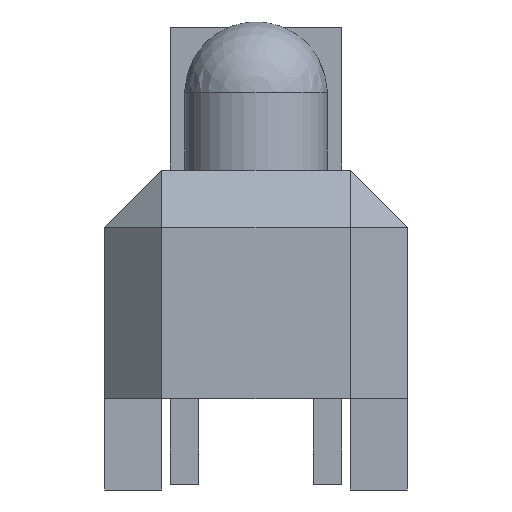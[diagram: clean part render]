
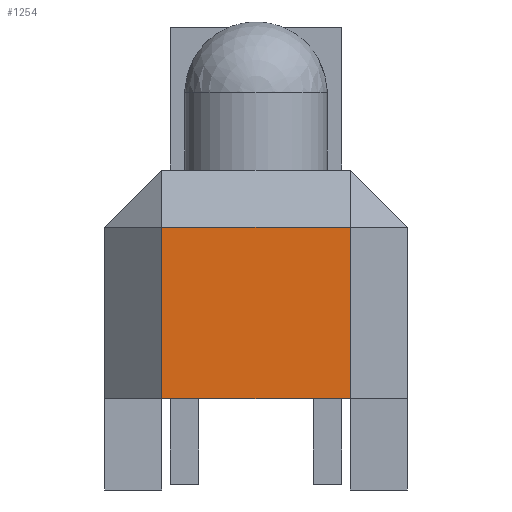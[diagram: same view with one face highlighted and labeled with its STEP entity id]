
A CAD part, left-side view. The second image highlights one B-rep face of the part: STEP entity #1254.
In plain terms, the highlighted planar face has unit normal (-1, 0, 0).
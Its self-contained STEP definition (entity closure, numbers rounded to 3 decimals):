
#201 = PLANE('',#202);
#202 = AXIS2_PLACEMENT_3D('',#203,#204,#205);
#203 = CARTESIAN_POINT('',(5.,-10.65,0.));
#204 = DIRECTION('',(0.,0.,1.));
#205 = DIRECTION('',(0.,1.,0.));
#419 = VERTEX_POINT('',#420);
#420 = CARTESIAN_POINT('',(-5.,-6.35,0.));
#434 = PLANE('',#435);
#435 = AXIS2_PLACEMENT_3D('',#436,#437,#438);
#436 = CARTESIAN_POINT('',(-4.5,-5.85,0.));
#437 = DIRECTION('',(-0.707,0.707,0.)
  );
#438 = DIRECTION('',(0.,0.,-1.));
#446 = EDGE_CURVE('',#447,#419,#449,.T.);
#447 = VERTEX_POINT('',#448);
#448 = CARTESIAN_POINT('',(-5.,-9.65,0.));
#449 = SURFACE_CURVE('',#450,(#454,#461),.PCURVE_S1.);
#450 = LINE('',#451,#452);
#451 = CARTESIAN_POINT('',(-5.,-10.65,0.));
#452 = VECTOR('',#453,1.);
#453 = DIRECTION('',(0.,1.,0.));
#454 = PCURVE('',#201,#455);
#455 = DEFINITIONAL_REPRESENTATION('',(#456),#460);
#456 = LINE('',#457,#458);
#457 = CARTESIAN_POINT('',(0.,10.));
#458 = VECTOR('',#459,1.);
#459 = DIRECTION('',(1.,0.));
#460 = ( GEOMETRIC_REPRESENTATION_CONTEXT(2) 
PARAMETRIC_REPRESENTATION_CONTEXT() REPRESENTATION_CONTEXT('2D SPACE',''
  ) );
#461 = PCURVE('',#462,#467);
#462 = PLANE('',#463);
#463 = AXIS2_PLACEMENT_3D('',#464,#465,#466);
#464 = CARTESIAN_POINT('',(-5.,-10.65,0.));
#465 = DIRECTION('',(-1.,0.,0.));
#466 = DIRECTION('',(0.,0.,1.));
#467 = DEFINITIONAL_REPRESENTATION('',(#468),#472);
#468 = LINE('',#469,#470);
#469 = CARTESIAN_POINT('',(0.,0.));
#470 = VECTOR('',#471,1.);
#471 = DIRECTION('',(0.,1.));
#472 = ( GEOMETRIC_REPRESENTATION_CONTEXT(2) 
PARAMETRIC_REPRESENTATION_CONTEXT() REPRESENTATION_CONTEXT('2D SPACE',''
  ) );
#488 = PLANE('',#489);
#489 = AXIS2_PLACEMENT_3D('',#490,#491,#492);
#490 = CARTESIAN_POINT('',(-4.5,-10.15,0.));
#491 = DIRECTION('',(0.707,0.707,0.)
  );
#492 = DIRECTION('',(0.,0.,-1.));
#962 = VERTEX_POINT('',#963);
#963 = CARTESIAN_POINT('',(-5.,-9.65,3.));
#989 = EDGE_CURVE('',#447,#962,#990,.T.);
#990 = SURFACE_CURVE('',#991,(#995,#1002),.PCURVE_S1.);
#991 = LINE('',#992,#993);
#992 = CARTESIAN_POINT('',(-5.,-9.65,0.));
#993 = VECTOR('',#994,1.);
#994 = DIRECTION('',(0.,0.,1.));
#995 = PCURVE('',#488,#996);
#996 = DEFINITIONAL_REPRESENTATION('',(#997),#1001);
#997 = LINE('',#998,#999);
#998 = CARTESIAN_POINT('',(-0.,0.707));
#999 = VECTOR('',#1000,1.);
#1000 = DIRECTION('',(-1.,0.));
#1001 = ( GEOMETRIC_REPRESENTATION_CONTEXT(2) 
PARAMETRIC_REPRESENTATION_CONTEXT() REPRESENTATION_CONTEXT('2D SPACE',''
  ) );
#1002 = PCURVE('',#462,#1003);
#1003 = DEFINITIONAL_REPRESENTATION('',(#1004),#1008);
#1004 = LINE('',#1005,#1006);
#1005 = CARTESIAN_POINT('',(0.,1.));
#1006 = VECTOR('',#1007,1.);
#1007 = DIRECTION('',(1.,0.));
#1008 = ( GEOMETRIC_REPRESENTATION_CONTEXT(2) 
PARAMETRIC_REPRESENTATION_CONTEXT() REPRESENTATION_CONTEXT('2D SPACE',''
  ) );
#1254 = ADVANCED_FACE('',(#1255),#462,.T.);
#1255 = FACE_BOUND('',#1256,.T.);
#1256 = EDGE_LOOP('',(#1257,#1258,#1259,#1287));
#1257 = ORIENTED_EDGE('',*,*,#446,.F.);
#1258 = ORIENTED_EDGE('',*,*,#989,.T.);
#1259 = ORIENTED_EDGE('',*,*,#1260,.T.);
#1260 = EDGE_CURVE('',#962,#1261,#1263,.T.);
#1261 = VERTEX_POINT('',#1262);
#1262 = CARTESIAN_POINT('',(-5.,-6.35,3.));
#1263 = SURFACE_CURVE('',#1264,(#1268,#1275),.PCURVE_S1.);
#1264 = LINE('',#1265,#1266);
#1265 = CARTESIAN_POINT('',(-5.,-10.65,3.));
#1266 = VECTOR('',#1267,1.);
#1267 = DIRECTION('',(0.,1.,0.));
#1268 = PCURVE('',#462,#1269);
#1269 = DEFINITIONAL_REPRESENTATION('',(#1270),#1274);
#1270 = LINE('',#1271,#1272);
#1271 = CARTESIAN_POINT('',(3.,0.));
#1272 = VECTOR('',#1273,1.);
#1273 = DIRECTION('',(0.,1.));
#1274 = ( GEOMETRIC_REPRESENTATION_CONTEXT(2) 
PARAMETRIC_REPRESENTATION_CONTEXT() REPRESENTATION_CONTEXT('2D SPACE',''
  ) );
#1275 = PCURVE('',#1276,#1281);
#1276 = PLANE('',#1277);
#1277 = AXIS2_PLACEMENT_3D('',#1278,#1279,#1280);
#1278 = CARTESIAN_POINT('',(-4.5,-10.65,3.5));
#1279 = DIRECTION('',(-0.707,0.,0.707
    ));
#1280 = DIRECTION('',(0.,-1.,0.));
#1281 = DEFINITIONAL_REPRESENTATION('',(#1282),#1286);
#1282 = LINE('',#1283,#1284);
#1283 = CARTESIAN_POINT('',(-0.,-0.707));
#1284 = VECTOR('',#1285,1.);
#1285 = DIRECTION('',(-1.,0.));
#1286 = ( GEOMETRIC_REPRESENTATION_CONTEXT(2) 
PARAMETRIC_REPRESENTATION_CONTEXT() REPRESENTATION_CONTEXT('2D SPACE',''
  ) );
#1287 = ORIENTED_EDGE('',*,*,#1288,.F.);
#1288 = EDGE_CURVE('',#419,#1261,#1289,.T.);
#1289 = SURFACE_CURVE('',#1290,(#1294,#1301),.PCURVE_S1.);
#1290 = LINE('',#1291,#1292);
#1291 = CARTESIAN_POINT('',(-5.,-6.35,0.));
#1292 = VECTOR('',#1293,1.);
#1293 = DIRECTION('',(0.,0.,1.));
#1294 = PCURVE('',#462,#1295);
#1295 = DEFINITIONAL_REPRESENTATION('',(#1296),#1300);
#1296 = LINE('',#1297,#1298);
#1297 = CARTESIAN_POINT('',(0.,4.3));
#1298 = VECTOR('',#1299,1.);
#1299 = DIRECTION('',(1.,0.));
#1300 = ( GEOMETRIC_REPRESENTATION_CONTEXT(2) 
PARAMETRIC_REPRESENTATION_CONTEXT() REPRESENTATION_CONTEXT('2D SPACE',''
  ) );
#1301 = PCURVE('',#434,#1302);
#1302 = DEFINITIONAL_REPRESENTATION('',(#1303),#1307);
#1303 = LINE('',#1304,#1305);
#1304 = CARTESIAN_POINT('',(-0.,0.707));
#1305 = VECTOR('',#1306,1.);
#1306 = DIRECTION('',(-1.,0.));
#1307 = ( GEOMETRIC_REPRESENTATION_CONTEXT(2) 
PARAMETRIC_REPRESENTATION_CONTEXT() REPRESENTATION_CONTEXT('2D SPACE',''
  ) );
